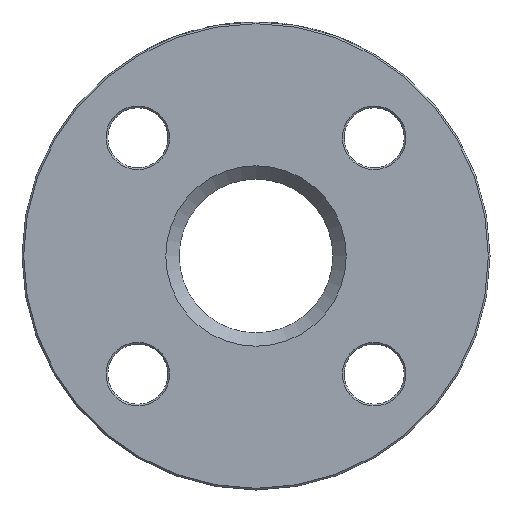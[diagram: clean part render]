
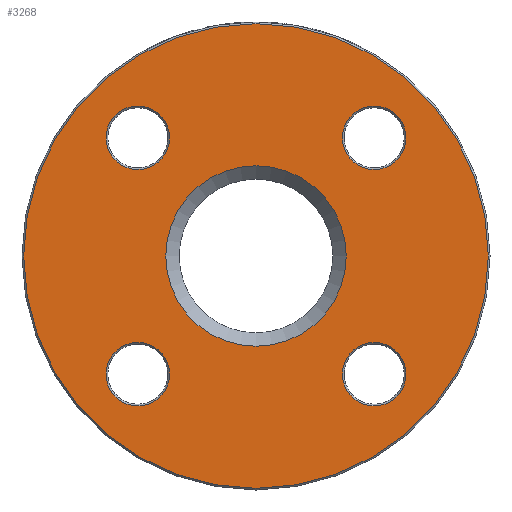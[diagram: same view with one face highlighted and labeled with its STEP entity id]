
A CAD part, left-side view. The second image highlights one B-rep face of the part: STEP entity #3268.
In plain terms, the highlighted planar face has unit normal (-1, 0, 0).
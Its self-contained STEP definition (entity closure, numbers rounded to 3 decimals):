
#41 = VERTEX_POINT ( 'NONE', #4082 ) ;
#204 = EDGE_CURVE ( 'NONE', #41, #41, #3973, .T. ) ;
#306 = CARTESIAN_POINT ( 'NONE',  ( 0., -35.355, 35.355 ) ) ;
#602 = EDGE_LOOP ( 'NONE', ( #610 ) ) ;
#610 = ORIENTED_EDGE ( 'NONE', *, *, #3463, .T. ) ;
#636 = CARTESIAN_POINT ( 'NONE',  ( 0., -35.355, -35.355 ) ) ;
#797 = DIRECTION ( 'NONE',  ( 0., 0., -1. ) ) ;
#1012 = EDGE_LOOP ( 'NONE', ( #3659 ) ) ;
#1017 = DIRECTION ( 'NONE',  ( 0., 0., -1. ) ) ;
#1025 = EDGE_CURVE ( 'NONE', #3611, #3611, #2000, .T. ) ;
#1042 = DIRECTION ( 'NONE',  ( 0., 0., -1. ) ) ;
#1090 = EDGE_CURVE ( 'NONE', #5402, #5402, #2370, .T. ) ;
#1187 = EDGE_LOOP ( 'NONE', ( #3089 ) ) ;
#1204 = DIRECTION ( 'NONE',  ( 0., 0., -1. ) ) ;
#1308 = ORIENTED_EDGE ( 'NONE', *, *, #1025, .T. ) ;
#1351 = AXIS2_PLACEMENT_3D ( 'NONE', #2823, #5036, #1017 ) ;
#1463 = FACE_BOUND ( 'NONE', #1187, .T. ) ;
#1483 = CIRCLE ( 'NONE', #4669, 69.5 ) ;
#1497 = FACE_BOUND ( 'NONE', #602, .T. ) ;
#1615 = DIRECTION ( 'NONE',  ( 1., 0., 0. ) ) ;
#1649 = DIRECTION ( 'NONE',  ( 1., 0., 0. ) ) ;
#1762 = EDGE_LOOP ( 'NONE', ( #4224 ) ) ;
#1996 = DIRECTION ( 'NONE',  ( 0., 0., -1. ) ) ;
#2000 = CIRCLE ( 'NONE', #4054, 9.5 ) ;
#2030 = VERTEX_POINT ( 'NONE', #2063 ) ;
#2046 = CIRCLE ( 'NONE', #4384, 9.5 ) ;
#2063 = CARTESIAN_POINT ( 'NONE',  ( 0., 0., -27. ) ) ;
#2233 = CARTESIAN_POINT ( 'NONE',  ( 0., 0., 0. ) ) ;
#2370 = CIRCLE ( 'NONE', #1351, 9.5 ) ;
#2586 = AXIS2_PLACEMENT_3D ( 'NONE', #4158, #3726, #1996 ) ;
#2823 = CARTESIAN_POINT ( 'NONE',  ( 0., 35.355, 35.355 ) ) ;
#2833 = FACE_BOUND ( 'NONE', #1762, .T. ) ;
#3089 = ORIENTED_EDGE ( 'NONE', *, *, #204, .T. ) ;
#3108 = DIRECTION ( 'NONE',  ( 0., 0., -1. ) ) ;
#3126 = EDGE_CURVE ( 'NONE', #5080, #5080, #1483, .T. ) ;
#3252 = FACE_BOUND ( 'NONE', #4086, .T. ) ;
#3268 = ADVANCED_FACE ( 'NONE', ( #2833, #5487, #1463, #3252, #1497, #3277 ), #4633, .F. ) ;
#3277 = FACE_BOUND ( 'NONE', #3568, .T. ) ;
#3323 = DIRECTION ( 'NONE',  ( 1., 0., 0. ) ) ;
#3372 = VERTEX_POINT ( 'NONE', #3791 ) ;
#3394 = DIRECTION ( 'NONE',  ( 0., 0., -1. ) ) ;
#3457 = CARTESIAN_POINT ( 'NONE',  ( 0., 35.355, -35.355 ) ) ;
#3463 = EDGE_CURVE ( 'NONE', #3372, #3372, #2046, .T. ) ;
#3568 = EDGE_LOOP ( 'NONE', ( #5247 ) ) ;
#3611 = VERTEX_POINT ( 'NONE', #3644 ) ;
#3639 = AXIS2_PLACEMENT_3D ( 'NONE', #4721, #1615, #3394 ) ;
#3644 = CARTESIAN_POINT ( 'NONE',  ( 0., -35.355, -44.855 ) ) ;
#3659 = ORIENTED_EDGE ( 'NONE', *, *, #3126, .T. ) ;
#3726 = DIRECTION ( 'NONE',  ( 1., 0., 0. ) ) ;
#3791 = CARTESIAN_POINT ( 'NONE',  ( 0., 35.355, -44.855 ) ) ;
#3973 = CIRCLE ( 'NONE', #5199, 9.5 ) ;
#4054 = AXIS2_PLACEMENT_3D ( 'NONE', #636, #3323, #1042 ) ;
#4082 = CARTESIAN_POINT ( 'NONE',  ( 0., -35.355, 25.855 ) ) ;
#4086 = EDGE_LOOP ( 'NONE', ( #1308 ) ) ;
#4158 = CARTESIAN_POINT ( 'NONE',  ( 0., 0., 0. ) ) ;
#4224 = ORIENTED_EDGE ( 'NONE', *, *, #4462, .T. ) ;
#4384 = AXIS2_PLACEMENT_3D ( 'NONE', #3457, #4451, #797 ) ;
#4403 = DIRECTION ( 'NONE',  ( -1., 0., 0. ) ) ;
#4451 = DIRECTION ( 'NONE',  ( 1., 0., 0. ) ) ;
#4462 = EDGE_CURVE ( 'NONE', #2030, #2030, #5687, .T. ) ;
#4633 = PLANE ( 'NONE',  #3639 ) ;
#4669 = AXIS2_PLACEMENT_3D ( 'NONE', #2233, #4403, #3108 ) ;
#4721 = CARTESIAN_POINT ( 'NONE',  ( 0., 23., 0. ) ) ;
#4732 = CARTESIAN_POINT ( 'NONE',  ( 0., 0., -69.5 ) ) ;
#5036 = DIRECTION ( 'NONE',  ( 1., 0., 0. ) ) ;
#5080 = VERTEX_POINT ( 'NONE', #4732 ) ;
#5138 = CARTESIAN_POINT ( 'NONE',  ( 0., 35.355, 25.855 ) ) ;
#5199 = AXIS2_PLACEMENT_3D ( 'NONE', #306, #1649, #1204 ) ;
#5247 = ORIENTED_EDGE ( 'NONE', *, *, #1090, .T. ) ;
#5402 = VERTEX_POINT ( 'NONE', #5138 ) ;
#5487 = FACE_OUTER_BOUND ( 'NONE', #1012, .T. ) ;
#5687 = CIRCLE ( 'NONE', #2586, 27. ) ;
